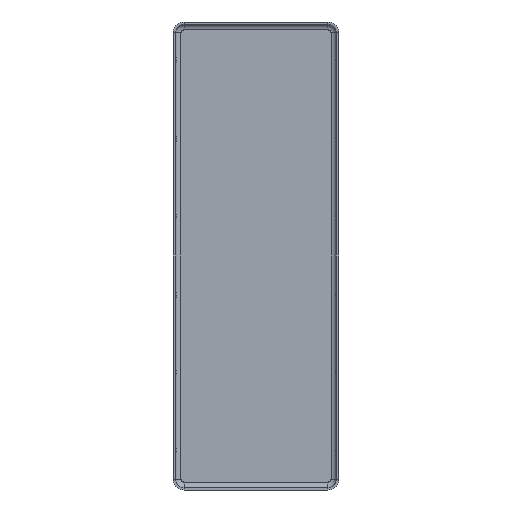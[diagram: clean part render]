
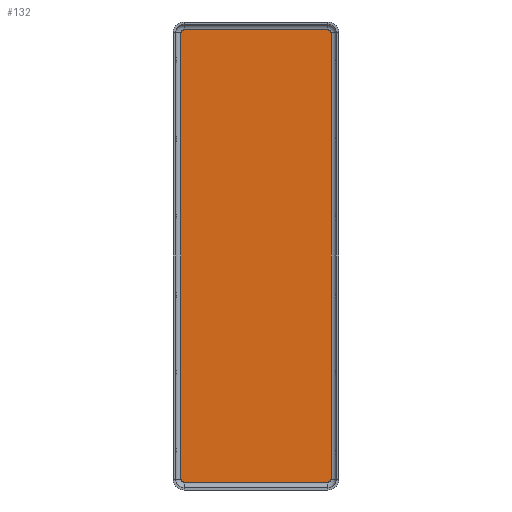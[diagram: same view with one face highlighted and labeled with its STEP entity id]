
A CAD part, front view. The second image highlights one B-rep face of the part: STEP entity #132.
In plain terms, the highlighted planar face has unit normal (0, -1, 0).
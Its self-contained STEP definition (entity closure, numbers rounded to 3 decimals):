
#9 = CARTESIAN_POINT ( 'NONE',  ( -9.6, 0., 0. ) ) ;
#24 = LINE ( 'NONE', #2316, #1961 ) ;
#25 = VERTEX_POINT ( 'NONE', #469 ) ;
#93 = EDGE_CURVE ( 'NONE', #1693, #25, #2332, .T. ) ;
#124 = PLANE ( 'NONE',  #1110 ) ;
#132 = ADVANCED_FACE ( 'NONE', ( #1449 ), #124, .T. ) ;
#213 = VERTEX_POINT ( 'NONE', #2051 ) ;
#289 = EDGE_CURVE ( 'NONE', #2298, #25, #783, .T. ) ;
#332 = VERTEX_POINT ( 'NONE', #1881 ) ;
#341 = CARTESIAN_POINT ( 'NONE',  ( -9.2, 0., 28.55 ) ) ;
#410 = CARTESIAN_POINT ( 'NONE',  ( 9.2, 0., 28.55 ) ) ;
#423 = ORIENTED_EDGE ( 'NONE', *, *, #1052, .F. ) ;
#458 = ORIENTED_EDGE ( 'NONE', *, *, #1636, .T. ) ;
#469 = CARTESIAN_POINT ( 'NONE',  ( -9.2, 0., 28.95 ) ) ;
#473 = DIRECTION ( 'NONE',  ( 0., 0., 1. ) ) ;
#503 = EDGE_CURVE ( 'NONE', #332, #2486, #24, .T. ) ;
#607 = VERTEX_POINT ( 'NONE', #1601 ) ;
#616 = AXIS2_PLACEMENT_3D ( 'NONE', #1856, #2043, #473 ) ;
#670 = EDGE_CURVE ( 'NONE', #213, #2323, #2274, .T. ) ;
#722 = EDGE_CURVE ( 'NONE', #2486, #607, #962, .T. ) ;
#772 = AXIS2_PLACEMENT_3D ( 'NONE', #410, #1373, #1748 ) ;
#783 = LINE ( 'NONE', #1051, #809 ) ;
#809 = VECTOR ( 'NONE', #2419, 1000. ) ;
#962 = CIRCLE ( 'NONE', #616, 0.4 ) ;
#969 = DIRECTION ( 'NONE',  ( 0., 0., -1. ) ) ;
#1026 = AXIS2_PLACEMENT_3D ( 'NONE', #341, #1668, #1873 ) ;
#1051 = CARTESIAN_POINT ( 'NONE',  ( 9.2, 0., 28.95 ) ) ;
#1052 = EDGE_CURVE ( 'NONE', #607, #2323, #1063, .T. ) ;
#1063 = LINE ( 'NONE', #1578, #2471 ) ;
#1110 = AXIS2_PLACEMENT_3D ( 'NONE', #1854, #2254, #1299 ) ;
#1179 = ORIENTED_EDGE ( 'NONE', *, *, #503, .F. ) ;
#1207 = ORIENTED_EDGE ( 'NONE', *, *, #1503, .T. ) ;
#1267 = ORIENTED_EDGE ( 'NONE', *, *, #670, .T. ) ;
#1278 = CARTESIAN_POINT ( 'NONE',  ( -9.2, 0., -28.55 ) ) ;
#1284 = CARTESIAN_POINT ( 'NONE',  ( 9.2, 0., 28.95 ) ) ;
#1299 = DIRECTION ( 'NONE',  ( 0., 0., -1. ) ) ;
#1300 = EDGE_LOOP ( 'NONE', ( #423, #2273, #1179, #1207, #2461, #1805, #458, #1267 ) ) ;
#1372 = VECTOR ( 'NONE', #1576, 1000. ) ;
#1373 = DIRECTION ( 'NONE',  ( 0., -1., 0. ) ) ;
#1449 = FACE_OUTER_BOUND ( 'NONE', #1300, .T. ) ;
#1503 = EDGE_CURVE ( 'NONE', #332, #2298, #2075, .T. ) ;
#1576 = DIRECTION ( 'NONE',  ( 0., 0., -1. ) ) ;
#1578 = CARTESIAN_POINT ( 'NONE',  ( 9.2, 0., -28.95 ) ) ;
#1601 = CARTESIAN_POINT ( 'NONE',  ( 9.2, 0., -28.95 ) ) ;
#1636 = EDGE_CURVE ( 'NONE', #1693, #213, #2286, .T. ) ;
#1668 = DIRECTION ( 'NONE',  ( 0., 1., 0. ) ) ;
#1693 = VERTEX_POINT ( 'NONE', #2373 ) ;
#1748 = DIRECTION ( 'NONE',  ( 0., 0., -1. ) ) ;
#1755 = DIRECTION ( 'NONE',  ( -1., 0., 0. ) ) ;
#1805 = ORIENTED_EDGE ( 'NONE', *, *, #93, .F. ) ;
#1839 = DIRECTION ( 'NONE',  ( 0., 0., 1. ) ) ;
#1854 = CARTESIAN_POINT ( 'NONE',  ( 9.2, 0., -28.55 ) ) ;
#1856 = CARTESIAN_POINT ( 'NONE',  ( 9.2, 0., -28.55 ) ) ;
#1873 = DIRECTION ( 'NONE',  ( 0., 0., -1. ) ) ;
#1881 = CARTESIAN_POINT ( 'NONE',  ( 9.6, 0., 28.55 ) ) ;
#1961 = VECTOR ( 'NONE', #969, 1000. ) ;
#2043 = DIRECTION ( 'NONE',  ( 0., 1., 0. ) ) ;
#2051 = CARTESIAN_POINT ( 'NONE',  ( -9.6, 0., -28.55 ) ) ;
#2075 = CIRCLE ( 'NONE', #772, 0.4 ) ;
#2178 = AXIS2_PLACEMENT_3D ( 'NONE', #1278, #2417, #1839 ) ;
#2254 = DIRECTION ( 'NONE',  ( 0., -1., 0. ) ) ;
#2273 = ORIENTED_EDGE ( 'NONE', *, *, #722, .F. ) ;
#2274 = CIRCLE ( 'NONE', #2178, 0.4 ) ;
#2286 = LINE ( 'NONE', #9, #1372 ) ;
#2298 = VERTEX_POINT ( 'NONE', #1284 ) ;
#2314 = CARTESIAN_POINT ( 'NONE',  ( -9.2, 0., -28.95 ) ) ;
#2316 = CARTESIAN_POINT ( 'NONE',  ( 9.6, 0., 0. ) ) ;
#2323 = VERTEX_POINT ( 'NONE', #2314 ) ;
#2332 = CIRCLE ( 'NONE', #1026, 0.4 ) ;
#2341 = CARTESIAN_POINT ( 'NONE',  ( 9.6, 0., -28.55 ) ) ;
#2373 = CARTESIAN_POINT ( 'NONE',  ( -9.6, 0., 28.55 ) ) ;
#2417 = DIRECTION ( 'NONE',  ( 0., -1., 0. ) ) ;
#2419 = DIRECTION ( 'NONE',  ( -1., 0., 0. ) ) ;
#2461 = ORIENTED_EDGE ( 'NONE', *, *, #289, .T. ) ;
#2471 = VECTOR ( 'NONE', #1755, 1000. ) ;
#2486 = VERTEX_POINT ( 'NONE', #2341 ) ;
